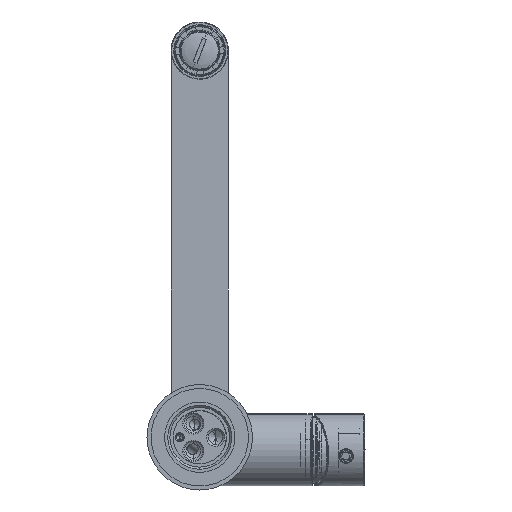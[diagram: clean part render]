
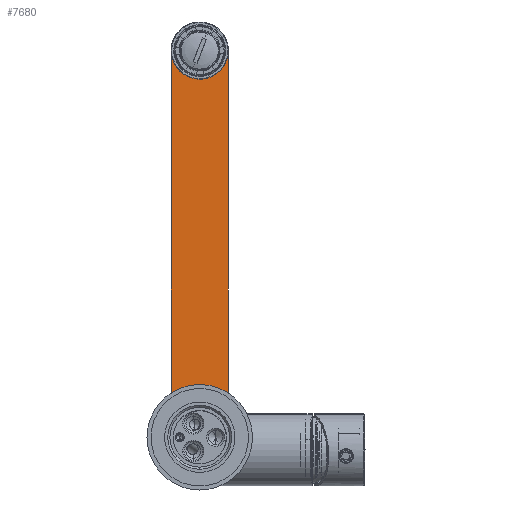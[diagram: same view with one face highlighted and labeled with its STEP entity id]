
A CAD part, front view. The second image highlights one B-rep face of the part: STEP entity #7680.
In plain terms, the highlighted planar face has unit normal (0, -1, 0).
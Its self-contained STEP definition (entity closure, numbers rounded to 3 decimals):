
#7680=ADVANCED_FACE('',(#12446,#12447,#12448),#12449,.T.);
#12446=FACE_BOUND('',#19755,.T.);
#12447=FACE_BOUND('',#19756,.T.);
#12448=FACE_OUTER_BOUND('',#19757,.T.);
#12449=PLANE('',#19758);
#19755=EDGE_LOOP('',(#31178,#31179));
#19756=EDGE_LOOP('',(#31180,#31181));
#19757=EDGE_LOOP('',(#31182,#31183,#31184,#31185));
#19758=AXIS2_PLACEMENT_3D('',#31186,#31187,#31188);
#31178=ORIENTED_EDGE('',*,*,#39984,.T.);
#31179=ORIENTED_EDGE('',*,*,#39980,.T.);
#31180=ORIENTED_EDGE('',*,*,#39973,.T.);
#31181=ORIENTED_EDGE('',*,*,#40009,.T.);
#31182=ORIENTED_EDGE('',*,*,#40061,.F.);
#31183=ORIENTED_EDGE('',*,*,#40062,.F.);
#31184=ORIENTED_EDGE('',*,*,#40063,.F.);
#31185=ORIENTED_EDGE('',*,*,#40064,.F.);
#31186=CARTESIAN_POINT('',(0.0,0.0,0.0));
#31187=DIRECTION('',(0.0,-1.0,0.0));
#31188=DIRECTION('',(0.0,0.0,-1.0));
#39973=EDGE_CURVE('',#47307,#47309,#47311,.F.);
#39980=EDGE_CURVE('',#47321,#47319,#47322,.F.);
#39984=EDGE_CURVE('',#47319,#47321,#47326,.F.);
#40009=EDGE_CURVE('',#47309,#47307,#47364,.F.);
#40061=EDGE_CURVE('',#47427,#47428,#47429,.T.);
#40062=EDGE_CURVE('',#47430,#47427,#47431,.T.);
#40063=EDGE_CURVE('',#47432,#47430,#47433,.T.);
#40064=EDGE_CURVE('',#47428,#47432,#47434,.T.);
#47307=VERTEX_POINT('',#57667);
#47309=VERTEX_POINT('',#57670);
#47311=CIRCLE('',#57673,12.75);
#47319=VERTEX_POINT('',#57683);
#47321=VERTEX_POINT('',#57685);
#47322=CIRCLE('',#57686,12.7);
#47326=CIRCLE('',#57690,12.7);
#47364=CIRCLE('',#57739,12.75);
#47427=VERTEX_POINT('',#57814);
#47428=VERTEX_POINT('',#57815);
#47429=CIRCLE('',#57816,13.5);
#47430=VERTEX_POINT('',#57817);
#47431=LINE('',#57818,#57819);
#47432=VERTEX_POINT('',#57820);
#47433=CIRCLE('',#57821,13.5);
#47434=LINE('',#57822,#57823);
#57667=CARTESIAN_POINT('',(0.0,0.0,-12.75));
#57670=CARTESIAN_POINT('',(0.,0.0,12.75));
#57673=AXIS2_PLACEMENT_3D('',#68201,#68202,#68203);
#57683=CARTESIAN_POINT('',(182.5,0.0,-12.7));
#57685=CARTESIAN_POINT('',(182.5,0.0,12.7));
#57686=AXIS2_PLACEMENT_3D('',#68212,#68213,#68214);
#57690=AXIS2_PLACEMENT_3D('',#68221,#68222,#68223);
#57739=AXIS2_PLACEMENT_3D('',#68259,#68260,#68261);
#57814=CARTESIAN_POINT('',(0.0,0.0,-13.5));
#57815=CARTESIAN_POINT('',(0.0,0.0,13.5));
#57816=AXIS2_PLACEMENT_3D('',#68328,#68329,#68330);
#57817=CARTESIAN_POINT('',(182.5,0.0,-13.5));
#57818=CARTESIAN_POINT('',(0.0,0.0,-13.5));
#57819=VECTOR('',#68331,1000.0);
#57820=CARTESIAN_POINT('',(182.5,0.0,13.5));
#57821=AXIS2_PLACEMENT_3D('',#68332,#68333,#68334);
#57822=CARTESIAN_POINT('',(182.5,0.0,13.5));
#57823=VECTOR('',#68335,1000.0);
#68201=CARTESIAN_POINT('',(0.0,0.0,0.0));
#68202=DIRECTION('',(0.0,-1.0,0.0));
#68203=DIRECTION('',(0.0,0.0,-1.0));
#68212=CARTESIAN_POINT('',(182.5,0.0,0.0));
#68213=DIRECTION('',(0.0,-1.0,0.0));
#68214=DIRECTION('',(0.0,0.0,-1.0));
#68221=CARTESIAN_POINT('',(182.5,0.0,0.0));
#68222=DIRECTION('',(0.0,-1.0,0.0));
#68223=DIRECTION('',(0.0,0.0,-1.0));
#68259=CARTESIAN_POINT('',(0.0,0.0,0.0));
#68260=DIRECTION('',(0.0,-1.0,0.0));
#68261=DIRECTION('',(0.0,0.0,-1.0));
#68328=CARTESIAN_POINT('',(0.0,0.0,0.0));
#68329=DIRECTION('',(0.0,1.0,0.0));
#68330=DIRECTION('',(0.0,-0.0,-1.0));
#68331=DIRECTION('',(-1.0,-0.0,-0.0));
#68332=CARTESIAN_POINT('',(182.5,0.0,0.0));
#68333=DIRECTION('',(0.0,1.0,0.0));
#68334=DIRECTION('',(0.0,-0.0,-1.0));
#68335=DIRECTION('',(1.0,-0.0,-0.0));
